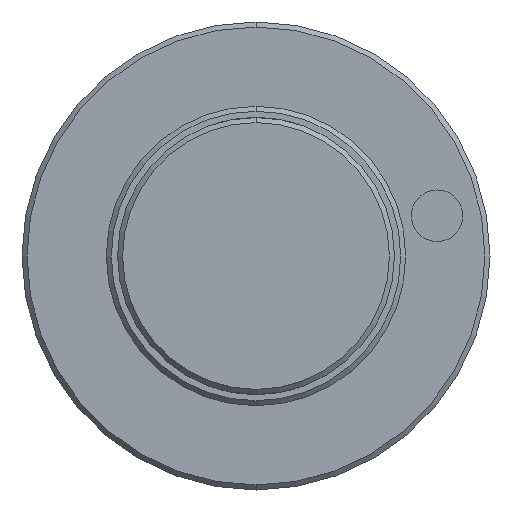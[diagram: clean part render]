
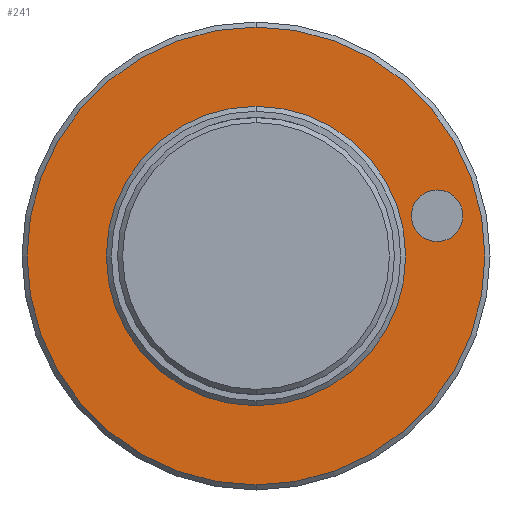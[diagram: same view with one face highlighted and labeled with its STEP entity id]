
A CAD part, front view. The second image highlights one B-rep face of the part: STEP entity #241.
In plain terms, the highlighted planar face has unit normal (0, -1, 0).
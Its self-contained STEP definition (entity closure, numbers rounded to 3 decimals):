
#6 = EDGE_CURVE ( 'NONE', #26, #78, #416, .T. ) ;
#26 = VERTEX_POINT ( 'NONE', #503 ) ;
#78 = VERTEX_POINT ( 'NONE', #750 ) ;
#111 = EDGE_CURVE ( 'NONE', #298, #297, #832, .T. ) ;
#114 = EDGE_CURVE ( 'NONE', #117, #118, #1023, .T. ) ;
#117 = VERTEX_POINT ( 'NONE', #888 ) ;
#118 = VERTEX_POINT ( 'NONE', #887 ) ;
#158 = EDGE_CURVE ( 'NONE', #78, #26, #964, .T. ) ;
#215 = EDGE_LOOP ( 'NONE', ( #238, #246 ) ) ;
#220 = EDGE_CURVE ( 'NONE', #118, #117, #1470, .T. ) ;
#224 = ORIENTED_EDGE ( 'NONE', *, *, #114, .T. ) ;
#225 = EDGE_CURVE ( 'NONE', #297, #298, #1340, .T. ) ;
#234 = ORIENTED_EDGE ( 'NONE', *, *, #225, .F. ) ;
#238 = ORIENTED_EDGE ( 'NONE', *, *, #158, .T. ) ;
#241 = ADVANCED_FACE ( 'NONE', ( #1452, #1458, #1447 ), #1460, .F. ) ;
#242 = ORIENTED_EDGE ( 'NONE', *, *, #220, .T. ) ;
#244 = EDGE_LOOP ( 'NONE', ( #234, #323 ) ) ;
#245 = EDGE_LOOP ( 'NONE', ( #242, #224 ) ) ;
#246 = ORIENTED_EDGE ( 'NONE', *, *, #6, .T. ) ;
#297 = VERTEX_POINT ( 'NONE', #1574 ) ;
#298 = VERTEX_POINT ( 'NONE', #1575 ) ;
#323 = ORIENTED_EDGE ( 'NONE', *, *, #111, .F. ) ;
#406 = DIRECTION ( 'NONE',  ( 0., 0., 1. ) ) ;
#407 = DIRECTION ( 'NONE',  ( 0., -1., 0. ) ) ;
#408 = CARTESIAN_POINT ( 'NONE',  ( -5.797, 3.306, 0.813 ) ) ;
#409 = AXIS2_PLACEMENT_3D ( 'NONE', #408, #407, #406 ) ;
#416 = CIRCLE ( 'NONE', #409, 9.1 ) ;
#503 = CARTESIAN_POINT ( 'NONE',  ( -5.797, 3.306, -8.287 ) ) ;
#750 = CARTESIAN_POINT ( 'NONE',  ( -5.797, 3.306, 9.913 ) ) ;
#832 = CIRCLE ( 'NONE', #1031, 5.95 ) ;
#887 = CARTESIAN_POINT ( 'NONE',  ( 1.403, 3.306, 3.438 ) ) ;
#888 = CARTESIAN_POINT ( 'NONE',  ( 1.403, 3.306, 1.388 ) ) ;
#896 = DIRECTION ( 'NONE',  ( 0., 0., 1. ) ) ;
#897 = DIRECTION ( 'NONE',  ( 0., 1., 0. ) ) ;
#898 = CARTESIAN_POINT ( 'NONE',  ( 1.403, 3.306, 2.413 ) ) ;
#899 = AXIS2_PLACEMENT_3D ( 'NONE', #898, #897, #896 ) ;
#902 = DIRECTION ( 'NONE',  ( 0., 0., 1. ) ) ;
#903 = DIRECTION ( 'NONE',  ( 0., -1., 0. ) ) ;
#959 = CARTESIAN_POINT ( 'NONE',  ( -5.797, 3.306, 0.813 ) ) ;
#964 = CIRCLE ( 'NONE', #969, 9.1 ) ;
#969 = AXIS2_PLACEMENT_3D ( 'NONE', #959, #1017, #1016 ) ;
#1016 = DIRECTION ( 'NONE',  ( 0., 0., 1. ) ) ;
#1017 = DIRECTION ( 'NONE',  ( 0., -1., 0. ) ) ;
#1023 = CIRCLE ( 'NONE', #899, 1.025 ) ;
#1026 = CARTESIAN_POINT ( 'NONE',  ( -5.797, 3.306, 0.813 ) ) ;
#1031 = AXIS2_PLACEMENT_3D ( 'NONE', #1026, #903, #902 ) ;
#1268 = DIRECTION ( 'NONE',  ( 0., 0., 1. ) ) ;
#1269 = DIRECTION ( 'NONE',  ( 0., 1., 0. ) ) ;
#1270 = CARTESIAN_POINT ( 'NONE',  ( -5.797, 3.306, 0.813 ) ) ;
#1293 = DIRECTION ( 'NONE',  ( 0., 0., 1. ) ) ;
#1294 = DIRECTION ( 'NONE',  ( 0., -1., 0. ) ) ;
#1295 = CARTESIAN_POINT ( 'NONE',  ( -5.797, 3.306, 0.813 ) ) ;
#1296 = AXIS2_PLACEMENT_3D ( 'NONE', #1295, #1294, #1293 ) ;
#1337 = DIRECTION ( 'NONE',  ( 0., 0., 1. ) ) ;
#1338 = DIRECTION ( 'NONE',  ( 0., 1., 0. ) ) ;
#1339 = AXIS2_PLACEMENT_3D ( 'NONE', #1469, #1338, #1337 ) ;
#1340 = CIRCLE ( 'NONE', #1296, 5.95 ) ;
#1447 = FACE_BOUND ( 'NONE', #244, .T. ) ;
#1452 = FACE_OUTER_BOUND ( 'NONE', #215, .T. ) ;
#1453 = AXIS2_PLACEMENT_3D ( 'NONE', #1270, #1269, #1268 ) ;
#1458 = FACE_BOUND ( 'NONE', #245, .T. ) ;
#1460 = PLANE ( 'NONE',  #1453 ) ;
#1469 = CARTESIAN_POINT ( 'NONE',  ( 1.403, 3.306, 2.413 ) ) ;
#1470 = CIRCLE ( 'NONE', #1339, 1.025 ) ;
#1574 = CARTESIAN_POINT ( 'NONE',  ( -5.797, 3.306, 6.763 ) ) ;
#1575 = CARTESIAN_POINT ( 'NONE',  ( -5.797, 3.306, -5.137 ) ) ;
